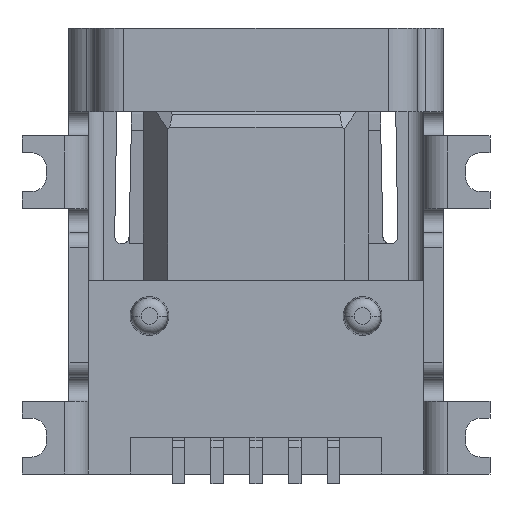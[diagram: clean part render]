
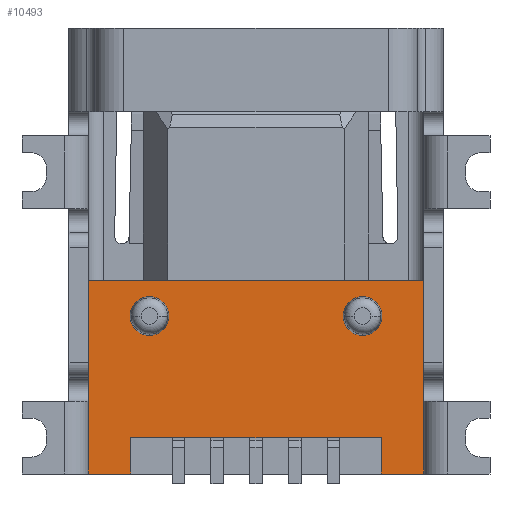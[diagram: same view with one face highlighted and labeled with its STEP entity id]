
A CAD part, front view. The second image highlights one B-rep face of the part: STEP entity #10493.
In plain terms, the highlighted planar face has unit normal (0, -1, 0).
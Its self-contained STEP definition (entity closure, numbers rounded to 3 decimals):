
#9031=VERTEX_POINT('NONE',#9032);
#9032=CARTESIAN_POINT('',(-2.2,-3.9,-1.74));
#9038=EDGE_CURVE('NONE',#9031,#9039,#9041,.T.);
#9039=VERTEX_POINT('NONE',#9040);
#9040=CARTESIAN_POINT('',(-2.2,-3.9,-0.94));
#9041=CIRCLE('',#9042,0.4);
#9042=AXIS2_PLACEMENT_3D('',#9043,#9044,#9045);
#9043=CARTESIAN_POINT('',(-2.2,-3.9,-1.34));
#9044=DIRECTION('',(0.,-1.0,0.0));
#9045=DIRECTION('',(1.0,0.,0.0));
#9072=VERTEX_POINT('NONE',#9073);
#9073=CARTESIAN_POINT('',(2.2,-3.9,-1.74));
#9079=EDGE_CURVE('NONE',#9072,#9080,#9082,.T.);
#9080=VERTEX_POINT('NONE',#9081);
#9081=CARTESIAN_POINT('',(2.2,-3.9,-0.94));
#9082=CIRCLE('',#9083,0.4);
#9083=AXIS2_PLACEMENT_3D('',#9084,#9085,#9086);
#9084=CARTESIAN_POINT('',(2.2,-3.9,-1.34));
#9085=DIRECTION('',(0.,-1.0,0.0));
#9086=DIRECTION('',(1.0,0.,0.0));
#9103=VERTEX_POINT('NONE',#9104);
#9104=CARTESIAN_POINT('',(2.59,-3.9,-4.6));
#9162=VERTEX_POINT('NONE',#9163);
#9163=CARTESIAN_POINT('',(3.46,-3.9,-4.6));
#9169=EDGE_CURVE('NONE',#9162,#9103,#9170,.T.);
#9170=LINE('',#9171,#9172);
#9171=CARTESIAN_POINT('',(3.46,-3.9,-4.6));
#9172=VECTOR('',#9173,1.0);
#9173=DIRECTION('',(-1.0,0.,0.0));
#10012=EDGE_CURVE('NONE',#10013,#10015,#10017,.F.);
#10013=VERTEX_POINT('NONE',#10014);
#10014=CARTESIAN_POINT('',(-3.46,-3.9,-0.6));
#10015=VERTEX_POINT('NONE',#10016);
#10016=CARTESIAN_POINT('',(3.46,-3.9,-0.6));
#10017=LINE('',#10018,#10019);
#10018=CARTESIAN_POINT('',(-3.46,-3.9,-0.6));
#10019=VECTOR('',#10020,1.0);
#10020=DIRECTION('',(-1.0,0.0,0.0));
#10395=VERTEX_POINT('NONE',#10396);
#10396=CARTESIAN_POINT('',(-3.46,-3.9,-4.6));
#10402=EDGE_CURVE('NONE',#10395,#10013,#10403,.F.);
#10403=LINE('',#10404,#10405);
#10404=CARTESIAN_POINT('',(-3.46,-3.9,-0.96));
#10405=VECTOR('',#10406,1.0);
#10406=DIRECTION('',(0.0,0.0,-1.0));
#10493=ADVANCED_FACE('NONE',(#10494,#10504,#10514),#10555,.T.);
#10494=FACE_BOUND('NONE',#10495,.T.);
#10495=EDGE_LOOP('',(#10496,#10503));
#10496=ORIENTED_EDGE('',*,*,#10497,.T.);
#10497=EDGE_CURVE('NONE',#9031,#9039,#10498,.F.);
#10498=CIRCLE('',#10499,0.4);
#10499=AXIS2_PLACEMENT_3D('',#10500,#10501,#10502);
#10500=CARTESIAN_POINT('',(-2.2,-3.9,-1.34));
#10501=DIRECTION('',(0.,-1.0,0.0));
#10502=DIRECTION('',(1.0,0.,0.0));
#10503=ORIENTED_EDGE('',*,*,#9038,.F.);
#10504=FACE_BOUND('NONE',#10505,.T.);
#10505=EDGE_LOOP('',(#10506,#10513));
#10506=ORIENTED_EDGE('',*,*,#10507,.T.);
#10507=EDGE_CURVE('NONE',#9072,#9080,#10508,.F.);
#10508=CIRCLE('',#10509,0.4);
#10509=AXIS2_PLACEMENT_3D('',#10510,#10511,#10512);
#10510=CARTESIAN_POINT('',(2.2,-3.9,-1.34));
#10511=DIRECTION('',(0.,-1.0,0.0));
#10512=DIRECTION('',(1.0,0.,0.0));
#10513=ORIENTED_EDGE('',*,*,#9079,.F.);
#10514=FACE_BOUND('NONE',#10515,.T.);
#10515=EDGE_LOOP('',(#10516,#10524,#10525,#10531,#10532,#10533,#10541,#10549));
#10516=ORIENTED_EDGE('',*,*,#10517,.T.);
#10517=EDGE_CURVE('NONE',#10518,#9103,#10520,.T.);
#10518=VERTEX_POINT('NONE',#10519);
#10519=CARTESIAN_POINT('',(2.59,-3.9,-3.85));
#10520=LINE('',#10521,#10522);
#10521=CARTESIAN_POINT('',(2.59,-3.9,-3.85));
#10522=VECTOR('',#10523,1.0);
#10523=DIRECTION('',(0.0,0.0,-1.0));
#10524=ORIENTED_EDGE('',*,*,#9169,.F.);
#10525=ORIENTED_EDGE('',*,*,#10526,.T.);
#10526=EDGE_CURVE('NONE',#9162,#10015,#10527,.F.);
#10527=LINE('',#10528,#10529);
#10528=CARTESIAN_POINT('',(3.46,-3.9,-0.96));
#10529=VECTOR('',#10530,1.0);
#10530=DIRECTION('',(0.0,0.0,-1.0));
#10531=ORIENTED_EDGE('',*,*,#10012,.F.);
#10532=ORIENTED_EDGE('',*,*,#10402,.F.);
#10533=ORIENTED_EDGE('',*,*,#10534,.T.);
#10534=EDGE_CURVE('NONE',#10395,#10535,#10537,.F.);
#10535=VERTEX_POINT('NONE',#10536);
#10536=CARTESIAN_POINT('',(-2.59,-3.9,-4.6));
#10537=LINE('',#10538,#10539);
#10538=CARTESIAN_POINT('',(3.46,-3.9,-4.6));
#10539=VECTOR('',#10540,1.0);
#10540=DIRECTION('',(-1.0,0.,0.0));
#10541=ORIENTED_EDGE('',*,*,#10542,.T.);
#10542=EDGE_CURVE('NONE',#10535,#10543,#10545,.F.);
#10543=VERTEX_POINT('NONE',#10544);
#10544=CARTESIAN_POINT('',(-2.59,-3.9,-3.85));
#10545=LINE('',#10546,#10547);
#10546=CARTESIAN_POINT('',(-2.59,-3.9,-3.85));
#10547=VECTOR('',#10548,1.0);
#10548=DIRECTION('',(0.0,0.0,-1.0));
#10549=ORIENTED_EDGE('',*,*,#10550,.T.);
#10550=EDGE_CURVE('NONE',#10543,#10518,#10551,.F.);
#10551=LINE('',#10552,#10553);
#10552=CARTESIAN_POINT('',(2.59,-3.9,-3.85));
#10553=VECTOR('',#10554,1.0);
#10554=DIRECTION('',(-1.0,0.0,0.0));
#10555=PLANE('',#10556);
#10556=AXIS2_PLACEMENT_3D('',#10557,#10558,#10559);
#10557=CARTESIAN_POINT('',(3.46,-3.9,-0.96));
#10558=DIRECTION('',(0.,-1.0,0.0));
#10559=DIRECTION('',(1.0,0.,0.0));
